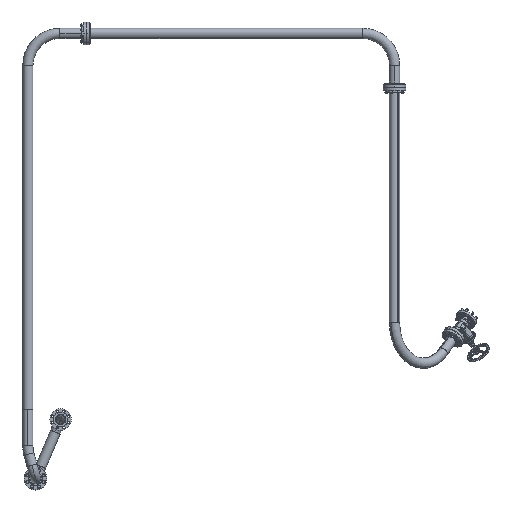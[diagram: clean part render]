
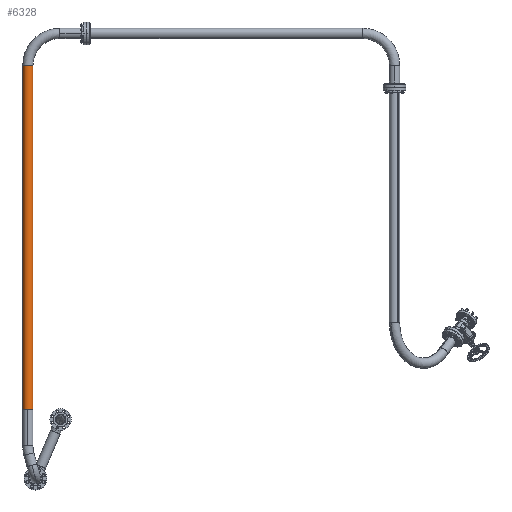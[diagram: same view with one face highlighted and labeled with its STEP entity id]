
A CAD part, top view. The second image highlights one B-rep face of the part: STEP entity #6328.
In plain terms, the highlighted cylindrical face has radius 57.15 mm (diameter 114.3 mm), a partial arc.
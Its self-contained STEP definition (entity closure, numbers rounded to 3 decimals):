
#1827 = FACE_OUTER_BOUND ( 'NONE', #35189, .T. ) ;
#2010 = CYLINDRICAL_SURFACE ( 'NONE', #12666, 57.15 ) ;
#3628 = CARTESIAN_POINT ( 'NONE',  ( -879., -57.15, 0. ) ) ;
#3750 = CIRCLE ( 'NONE', #15103, 57.15 ) ;
#4131 = ORIENTED_EDGE ( 'NONE', *, *, #23429, .T. ) ;
#6328 = ADVANCED_FACE ( 'NONE', ( #1827 ), #2010, .T. ) ;
#7265 = CARTESIAN_POINT ( 'NONE',  ( -4716., -57.15, 0. ) ) ;
#9285 = CIRCLE ( 'NONE', #31942, 57.15 ) ;
#10902 = DIRECTION ( 'NONE',  ( 0., 0., 1. ) ) ;
#11859 = EDGE_CURVE ( 'NONE', #37848, #27466, #3750, .T. ) ;
#12666 = AXIS2_PLACEMENT_3D ( 'NONE', #14438, #14243, #23132 ) ;
#13674 = ORIENTED_EDGE ( 'NONE', *, *, #11859, .F. ) ;
#14243 = DIRECTION ( 'NONE',  ( 1., 0., 0. ) ) ;
#14438 = CARTESIAN_POINT ( 'NONE',  ( -4716., 0., 0. ) ) ;
#15030 = DIRECTION ( 'NONE',  ( 0., -1., 0. ) ) ;
#15103 = AXIS2_PLACEMENT_3D ( 'NONE', #31807, #22940, #10902 ) ;
#17170 = EDGE_CURVE ( 'NONE', #22012, #37848, #38637, .T. ) ;
#18791 = VECTOR ( 'NONE', #23838, 1000. ) ;
#19503 = VECTOR ( 'NONE', #20120, 1000. ) ;
#19787 = ORIENTED_EDGE ( 'NONE', *, *, #38130, .F. ) ;
#19942 = ORIENTED_EDGE ( 'NONE', *, *, #17170, .F. ) ;
#20120 = DIRECTION ( 'NONE',  ( 1., 0., 0. ) ) ;
#22012 = VERTEX_POINT ( 'NONE', #7265 ) ;
#22940 = DIRECTION ( 'NONE',  ( 1., 0., 0. ) ) ;
#23132 = DIRECTION ( 'NONE',  ( 0., 1., 0. ) ) ;
#23429 = EDGE_CURVE ( 'NONE', #25495, #27466, #35273, .T. ) ;
#23838 = DIRECTION ( 'NONE',  ( 1., 0., 0. ) ) ;
#24508 = CARTESIAN_POINT ( 'NONE',  ( -879., 57.15, 0. ) ) ;
#25495 = VERTEX_POINT ( 'NONE', #31164 ) ;
#26185 = CARTESIAN_POINT ( 'NONE',  ( -4716., -57.15, 0. ) ) ;
#26541 = CARTESIAN_POINT ( 'NONE',  ( -4716., 57.15, 0. ) ) ;
#27225 = CARTESIAN_POINT ( 'NONE',  ( -4716., 0., 0. ) ) ;
#27466 = VERTEX_POINT ( 'NONE', #24508 ) ;
#27627 = DIRECTION ( 'NONE',  ( -1., 0., 0. ) ) ;
#31164 = CARTESIAN_POINT ( 'NONE',  ( -4716., 57.15, 0. ) ) ;
#31807 = CARTESIAN_POINT ( 'NONE',  ( -879., 0., 0. ) ) ;
#31942 = AXIS2_PLACEMENT_3D ( 'NONE', #27225, #27627, #15030 ) ;
#35189 = EDGE_LOOP ( 'NONE', ( #19942, #19787, #4131, #13674 ) ) ;
#35273 = LINE ( 'NONE', #26541, #18791 ) ;
#37848 = VERTEX_POINT ( 'NONE', #3628 ) ;
#38130 = EDGE_CURVE ( 'NONE', #25495, #22012, #9285, .T. ) ;
#38637 = LINE ( 'NONE', #26185, #19503 ) ;
